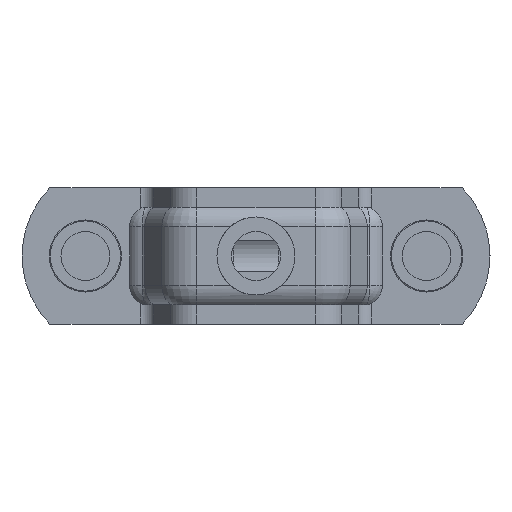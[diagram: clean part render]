
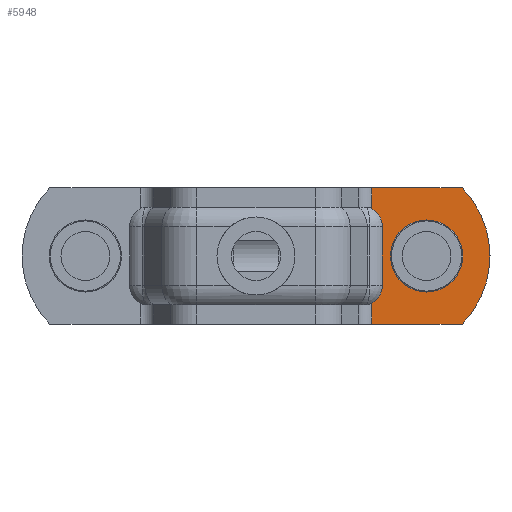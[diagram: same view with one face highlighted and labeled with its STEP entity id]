
A CAD part, front view. The second image highlights one B-rep face of the part: STEP entity #5948.
In plain terms, the highlighted planar face has unit normal (0, -1, 0).
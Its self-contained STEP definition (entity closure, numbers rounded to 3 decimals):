
#58 = ORIENTED_EDGE ( 'NONE', *, *, #4793, .F. ) ;
#194 = ORIENTED_EDGE ( 'NONE', *, *, #3290, .F. ) ;
#346 = VERTEX_POINT ( 'NONE', #2259 ) ;
#358 = CIRCLE ( 'NONE', #6464, 3.7 ) ;
#369 = EDGE_CURVE ( 'NONE', #5206, #5526, #1619, .T. ) ;
#402 = CARTESIAN_POINT ( 'NONE',  ( 11.854, -1.5, -7. ) ) ;
#419 = CARTESIAN_POINT ( 'NONE',  ( 11.854, -1.5, -7. ) ) ;
#460 = ORIENTED_EDGE ( 'NONE', *, *, #2750, .F. ) ;
#549 = CARTESIAN_POINT ( 'NONE',  ( 17.5, -1.5, 0. ) ) ;
#608 = ORIENTED_EDGE ( 'NONE', *, *, #616, .F. ) ;
#616 = EDGE_CURVE ( 'NONE', #4845, #346, #1611, .T. ) ;
#664 = VERTEX_POINT ( 'NONE', #2088 ) ;
#750 = ORIENTED_EDGE ( 'NONE', *, *, #876, .F. ) ;
#876 = EDGE_CURVE ( 'NONE', #1548, #5206, #4030, .T. ) ;
#905 = LINE ( 'NONE', #402, #6058 ) ;
#942 = DIRECTION ( 'NONE',  ( 0., -1., 0. ) ) ;
#1006 = DIRECTION ( 'NONE',  ( 0., 0., 1. ) ) ;
#1043 = DIRECTION ( 'NONE',  ( 0., 0., -1. ) ) ;
#1167 = CARTESIAN_POINT ( 'NONE',  ( 11.854, -1.5, 4.867 ) ) ;
#1409 = DIRECTION ( 'NONE',  ( 1., 0., 0. ) ) ;
#1435 = LINE ( 'NONE', #3282, #5263 ) ;
#1468 = VECTOR ( 'NONE', #2727, 1000. ) ;
#1548 = VERTEX_POINT ( 'NONE', #6394 ) ;
#1552 = EDGE_CURVE ( 'NONE', #5485, #4517, #905, .T. ) ;
#1570 = ORIENTED_EDGE ( 'NONE', *, *, #369, .F. ) ;
#1571 = CARTESIAN_POINT ( 'NONE',  ( 12.972, -1.5, 3. ) ) ;
#1575 = EDGE_CURVE ( 'NONE', #1548, #1853, #3407, .T. ) ;
#1611 = CIRCLE ( 'NONE', #4575, 10. ) ;
#1619 = LINE ( 'NONE', #5239, #1468 ) ;
#1805 = DIRECTION ( 'NONE',  ( -1., 0., 0. ) ) ;
#1853 = VERTEX_POINT ( 'NONE', #4336 ) ;
#2088 = CARTESIAN_POINT ( 'NONE',  ( 17.5, -1.5, -3.7 ) ) ;
#2137 = ORIENTED_EDGE ( 'NONE', *, *, #1575, .T. ) ;
#2250 = ORIENTED_EDGE ( 'NONE', *, *, #5052, .F. ) ;
#2259 = CARTESIAN_POINT ( 'NONE',  ( 21.141, -1.5, -7. ) ) ;
#2534 = AXIS2_PLACEMENT_3D ( 'NONE', #3926, #942, #4434 ) ;
#2560 = DIRECTION ( 'NONE',  ( 0., 1., 0. ) ) ;
#2648 = DIRECTION ( 'NONE',  ( 0., -1., 0. ) ) ;
#2697 = AXIS2_PLACEMENT_3D ( 'NONE', #2985, #3992, #1006 ) ;
#2727 = DIRECTION ( 'NONE',  ( 0., 0., 1. ) ) ;
#2750 = EDGE_CURVE ( 'NONE', #664, #5369, #358, .T. ) ;
#2778 = CIRCLE ( 'NONE', #2534, 3.7 ) ;
#2835 = DIRECTION ( 'NONE',  ( 0., -1., 0. ) ) ;
#2985 = CARTESIAN_POINT ( 'NONE',  ( -14., -1.5, 0. ) ) ;
#3042 = ORIENTED_EDGE ( 'NONE', *, *, #3467, .F. ) ;
#3282 = CARTESIAN_POINT ( 'NONE',  ( -21.141, -1.5, -7. ) ) ;
#3290 = EDGE_CURVE ( 'NONE', #5526, #4517, #5502, .T. ) ;
#3407 = LINE ( 'NONE', #419, #3554 ) ;
#3418 = DIRECTION ( 'NONE',  ( 0., 0., -1. ) ) ;
#3467 = EDGE_CURVE ( 'NONE', #346, #1853, #1435, .T. ) ;
#3554 = VECTOR ( 'NONE', #3418, 1000. ) ;
#3673 = FACE_OUTER_BOUND ( 'NONE', #5219, .T. ) ;
#3732 = EDGE_LOOP ( 'NONE', ( #460, #2250 ) ) ;
#3926 = CARTESIAN_POINT ( 'NONE',  ( 17.5, -1.5, 0. ) ) ;
#3992 = DIRECTION ( 'NONE',  ( 0., 1., 0. ) ) ;
#4030 = CIRCLE ( 'NONE', #5457, 2.118 ) ;
#4035 = DIRECTION ( 'NONE',  ( 0., -1., 0. ) ) ;
#4336 = CARTESIAN_POINT ( 'NONE',  ( 11.854, -1.5, -7. ) ) ;
#4434 = DIRECTION ( 'NONE',  ( 0., 0., -1. ) ) ;
#4517 = VERTEX_POINT ( 'NONE', #1167 ) ;
#4575 = AXIS2_PLACEMENT_3D ( 'NONE', #5550, #2560, #6053 ) ;
#4681 = ORIENTED_EDGE ( 'NONE', *, *, #1552, .T. ) ;
#4793 = EDGE_CURVE ( 'NONE', #5485, #4845, #5364, .T. ) ;
#4845 = VERTEX_POINT ( 'NONE', #4936 ) ;
#4902 = CARTESIAN_POINT ( 'NONE',  ( -21.141, -1.5, 7. ) ) ;
#4936 = CARTESIAN_POINT ( 'NONE',  ( 21.141, -1.5, 7. ) ) ;
#4981 = PLANE ( 'NONE',  #2697 ) ;
#5032 = CARTESIAN_POINT ( 'NONE',  ( 12.972, -1.5, -3. ) ) ;
#5052 = EDGE_CURVE ( 'NONE', #5369, #664, #2778, .T. ) ;
#5206 = VERTEX_POINT ( 'NONE', #5032 ) ;
#5219 = EDGE_LOOP ( 'NONE', ( #750, #2137, #3042, #608, #58, #4681, #194, #1570 ) ) ;
#5239 = CARTESIAN_POINT ( 'NONE',  ( 12.972, -1.5, -4. ) ) ;
#5263 = VECTOR ( 'NONE', #1805, 1000. ) ;
#5272 = CARTESIAN_POINT ( 'NONE',  ( 17.5, -1.5, 3.7 ) ) ;
#5364 = LINE ( 'NONE', #4902, #6393 ) ;
#5369 = VERTEX_POINT ( 'NONE', #5272 ) ;
#5395 = DIRECTION ( 'NONE',  ( 0., 0., -1. ) ) ;
#5457 = AXIS2_PLACEMENT_3D ( 'NONE', #5819, #2835, #6335 ) ;
#5485 = VERTEX_POINT ( 'NONE', #6357 ) ;
#5502 = CIRCLE ( 'NONE', #5541, 2.118 ) ;
#5526 = VERTEX_POINT ( 'NONE', #1571 ) ;
#5541 = AXIS2_PLACEMENT_3D ( 'NONE', #5637, #2648, #6140 ) ;
#5550 = CARTESIAN_POINT ( 'NONE',  ( 14., -1.5, 0. ) ) ;
#5637 = CARTESIAN_POINT ( 'NONE',  ( 10.854, -1.5, 3. ) ) ;
#5819 = CARTESIAN_POINT ( 'NONE',  ( 10.854, -1.5, -3. ) ) ;
#5948 = ADVANCED_FACE ( 'NONE', ( #3673, #6173 ), #4981, .F. ) ;
#6053 = DIRECTION ( 'NONE',  ( 0., 0., -1. ) ) ;
#6058 = VECTOR ( 'NONE', #5395, 1000. ) ;
#6140 = DIRECTION ( 'NONE',  ( -1., 0., 0. ) ) ;
#6173 = FACE_BOUND ( 'NONE', #3732, .T. ) ;
#6335 = DIRECTION ( 'NONE',  ( -1., 0., 0. ) ) ;
#6357 = CARTESIAN_POINT ( 'NONE',  ( 11.854, -1.5, 7. ) ) ;
#6393 = VECTOR ( 'NONE', #1409, 1000. ) ;
#6394 = CARTESIAN_POINT ( 'NONE',  ( 11.854, -1.5, -4.867 ) ) ;
#6464 = AXIS2_PLACEMENT_3D ( 'NONE', #549, #4035, #1043 ) ;
